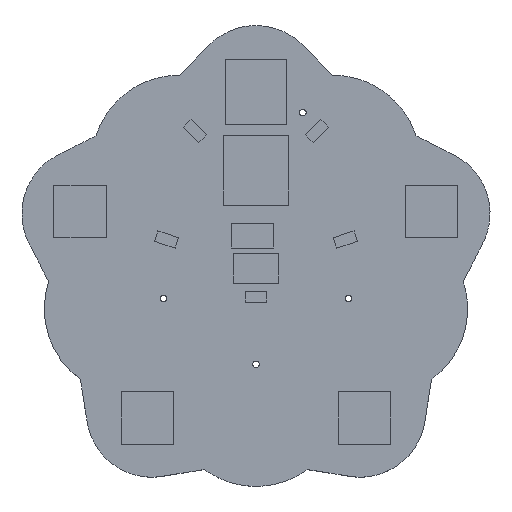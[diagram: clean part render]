
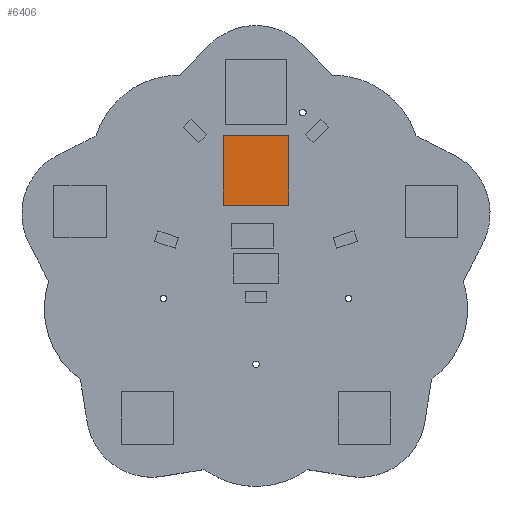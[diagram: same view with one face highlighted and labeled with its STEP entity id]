
A CAD part, top view. The second image highlights one B-rep face of the part: STEP entity #6406.
In plain terms, the highlighted planar face has unit normal (0, 0, 1).
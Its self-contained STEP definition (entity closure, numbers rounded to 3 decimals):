
#398=PLANE('',#6831);
#709=FACE_OUTER_BOUND('',#1040,.T.);
#1040=EDGE_LOOP('',(#6025,#6026,#6027,#6028));
#1889=LINE('',#10177,#2758);
#1892=LINE('',#10183,#2761);
#1895=LINE('',#10189,#2764);
#1898=LINE('',#10193,#2767);
#2758=VECTOR('',#8343,10.);
#2761=VECTOR('',#8348,10.);
#2764=VECTOR('',#8353,10.);
#2767=VECTOR('',#8358,10.);
#3386=VERTEX_POINT('',#10174);
#3387=VERTEX_POINT('',#10176);
#3389=VERTEX_POINT('',#10182);
#3391=VERTEX_POINT('',#10188);
#4265=EDGE_CURVE('',#3387,#3386,#1889,.T.);
#4268=EDGE_CURVE('',#3389,#3387,#1892,.T.);
#4271=EDGE_CURVE('',#3391,#3389,#1895,.T.);
#4274=EDGE_CURVE('',#3386,#3391,#1898,.T.);
#6025=ORIENTED_EDGE('',*,*,#4274,.T.);
#6026=ORIENTED_EDGE('',*,*,#4271,.T.);
#6027=ORIENTED_EDGE('',*,*,#4268,.T.);
#6028=ORIENTED_EDGE('',*,*,#4265,.T.);
#6406=ADVANCED_FACE('',(#709),#398,.T.);
#6831=AXIS2_PLACEMENT_3D('',#10194,#8359,#8360);
#8343=DIRECTION('',(-1.,0.,0.));
#8348=DIRECTION('',(0.,1.,0.));
#8353=DIRECTION('',(1.,0.,0.));
#8358=DIRECTION('',(0.,-1.,0.));
#8359=DIRECTION('center_axis',(0.,0.,1.));
#8360=DIRECTION('ref_axis',(1.,0.,0.));
#10174=CARTESIAN_POINT('',(-1.5,1.6,0.1));
#10176=CARTESIAN_POINT('',(1.5,1.6,0.1));
#10177=CARTESIAN_POINT('',(1.5,1.6,0.1));
#10182=CARTESIAN_POINT('',(1.5,-1.6,0.1));
#10183=CARTESIAN_POINT('',(1.5,-1.6,0.1));
#10188=CARTESIAN_POINT('',(-1.5,-1.6,0.1));
#10189=CARTESIAN_POINT('',(-1.5,-1.6,0.1));
#10193=CARTESIAN_POINT('',(-1.5,1.6,0.1));
#10194=CARTESIAN_POINT('Origin',(0.,0.,0.1));
